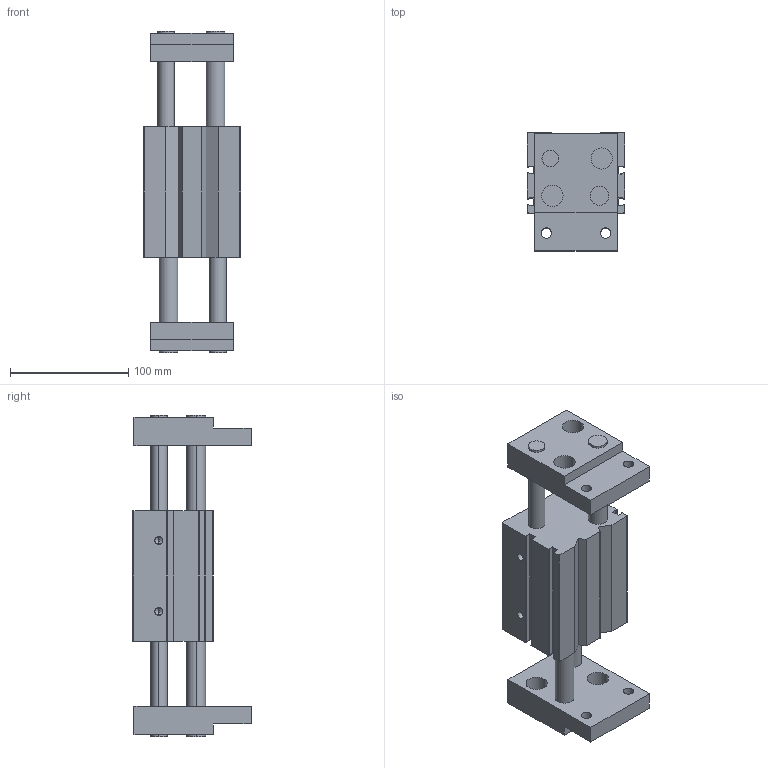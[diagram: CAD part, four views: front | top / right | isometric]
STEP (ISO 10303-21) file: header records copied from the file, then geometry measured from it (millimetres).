
FILE_DESCRIPTION (( 'STEP AP203' ), '1' );
FILE_NAME ('CX32-003.STEP', '2010-03-30T04:04:15', ( '123' ), ( '' ), 'SwSTEP 2.0', 'SolidWorks 2009', '' );
FILE_SCHEMA (( 'CONFIG_CONTROL_DESIGN' ));
Length unit declared in the file: millimetre
Products named in the file (1): CX32-003
Bounding box: 82 x 100 x 272 mm (x, y, z)
Volume: 887104.3 mm3; surface area: 108988.2 mm2
Topology: 1 solids, 1 shells, 163 faces, 434 edges, 276 vertices
Faces by surface type: plane 74, cylinder 73, cone 16
Entity records: 5091 total; most frequent: DIRECTION 892, CARTESIAN_POINT 858, ORIENTED_EDGE 836, EDGE_CURVE 418, AXIS2_PLACEMENT_3D 310, VERTEX_POINT 276, VECTOR 272, LINE 272
